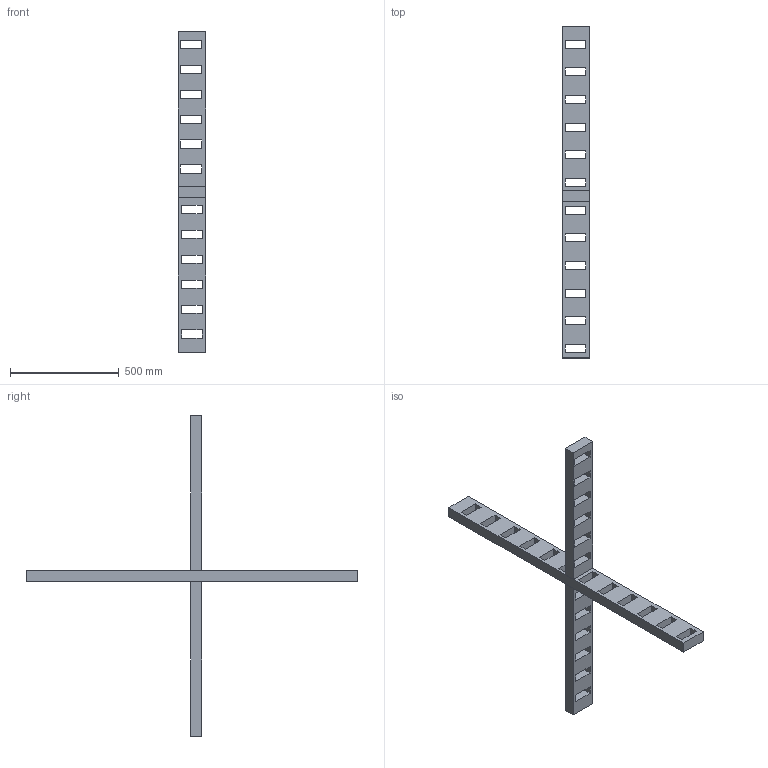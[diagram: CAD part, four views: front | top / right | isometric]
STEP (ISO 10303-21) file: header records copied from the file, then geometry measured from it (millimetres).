
FILE_DESCRIPTION(/* description */ (''),/* implementation_level */ '2;1');
FILE_NAME(/* name */ 'Retrorocket Support.stp',/* time_stamp */ '2019-10-07T13:51:25-04:00',/* author */ (''),/* organization */ (''),/* preprocessor_version */ 'ST-DEVELOPER v16.7',/* originating_system */ 'SIEMENS PLM Software NX 1872',/* authorisation */ '');
FILE_SCHEMA (('AUTOMOTIVE_DESIGN { 1 0 10303 214 3 1 1 1 }'));
Length unit declared in the file: inch
Products named in the file (1): Retrorocket Support
Bounding box: 127 x 1524 x 1473.2 mm (x, y, z)
Volume: 14689808.5 mm3; surface area: 1239636.4 mm2
Topology: 3 solids, 3 shells, 114 faces, 324 edges, 216 vertices
Faces by surface type: plane 114
Entity records: 3760 total; most frequent: CARTESIAN_POINT 655, ORIENTED_EDGE 648, DIRECTION 554, EDGE_CURVE 324, LINE 324, VECTOR 324, VERTEX_POINT 216, EDGE_LOOP 162
